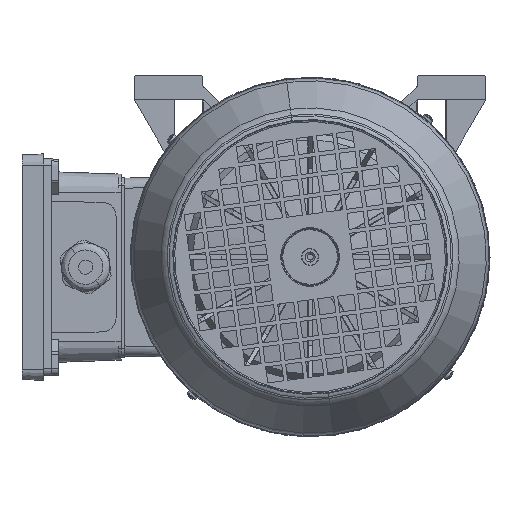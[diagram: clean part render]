
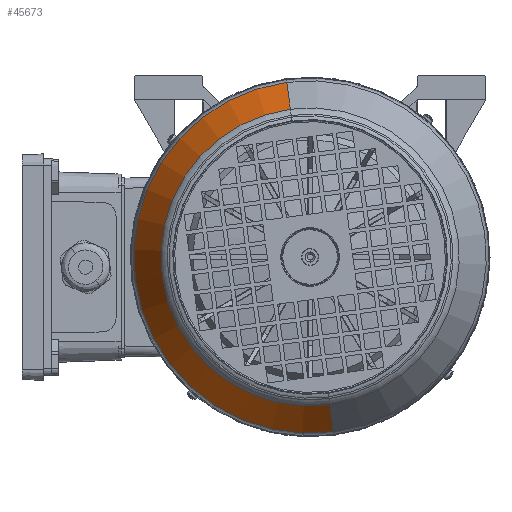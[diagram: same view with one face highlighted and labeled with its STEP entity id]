
A CAD part, left-side view. The second image highlights one B-rep face of the part: STEP entity #45673.
In plain terms, the highlighted conical face has half-angle 29.846 degrees and reference radius 71 mm.
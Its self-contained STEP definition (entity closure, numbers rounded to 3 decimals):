
#782 = VERTEX_POINT ( 'NONE', #45002 ) ;
#1193 = DIRECTION ( 'NONE',  ( -1., 0., 0. ) ) ;
#1405 = DIRECTION ( 'NONE',  ( 0., 0., -1. ) ) ;
#3697 = EDGE_LOOP ( 'NONE', ( #51017, #94154, #79470, #21452 ) ) ;
#6330 = VERTEX_POINT ( 'NONE', #28432 ) ;
#6406 = EDGE_CURVE ( 'NONE', #782, #6330, #19856, .T. ) ;
#9940 = AXIS2_PLACEMENT_3D ( 'NONE', #29658, #67878, #1405 ) ;
#19856 = CIRCLE ( 'NONE', #9940, 87.174 ) ;
#21452 = ORIENTED_EDGE ( 'NONE', *, *, #101376, .F. ) ;
#28432 = CARTESIAN_POINT ( 'NONE',  ( 47.812, 0., 87.174 ) ) ;
#29658 = CARTESIAN_POINT ( 'NONE',  ( 47.812, 0., 0. ) ) ;
#36325 = VERTEX_POINT ( 'NONE', #52686 ) ;
#42309 = CARTESIAN_POINT ( 'NONE',  ( 76., 0., 0. ) ) ;
#45002 = CARTESIAN_POINT ( 'NONE',  ( 47.812, 0., -87.174 ) ) ;
#45673 = ADVANCED_FACE ( 'NONE', ( #97417 ), #106001, .T. ) ;
#51017 = ORIENTED_EDGE ( 'NONE', *, *, #106677, .T. ) ;
#51690 = LINE ( 'NONE', #106751, #109503 ) ;
#52686 = CARTESIAN_POINT ( 'NONE',  ( 71.158, 0., -73.778 ) ) ;
#55246 = VERTEX_POINT ( 'NONE', #87389 ) ;
#60605 = LINE ( 'NONE', #69995, #79636 ) ;
#60974 = AXIS2_PLACEMENT_3D ( 'NONE', #114519, #1193, #123306 ) ;
#64096 = AXIS2_PLACEMENT_3D ( 'NONE', #42309, #78620, #107401 ) ;
#67878 = DIRECTION ( 'NONE',  ( 1., 0., 0. ) ) ;
#69995 = CARTESIAN_POINT ( 'NONE',  ( 76., 0., 71. ) ) ;
#78579 = DIRECTION ( 'NONE',  ( -0.867, 0., -0.498 ) ) ;
#78620 = DIRECTION ( 'NONE',  ( -1., 0., 0. ) ) ;
#79470 = ORIENTED_EDGE ( 'NONE', *, *, #6406, .T. ) ;
#79636 = VECTOR ( 'NONE', #108090, 1000. ) ;
#87389 = CARTESIAN_POINT ( 'NONE',  ( 71.158, 0., 73.778 ) ) ;
#94154 = ORIENTED_EDGE ( 'NONE', *, *, #123398, .T. ) ;
#97417 = FACE_OUTER_BOUND ( 'NONE', #3697, .T. ) ;
#101376 = EDGE_CURVE ( 'NONE', #55246, #6330, #60605, .T. ) ;
#106001 = CONICAL_SURFACE ( 'NONE', #64096, 71., 0.521 ) ;
#106677 = EDGE_CURVE ( 'NONE', #55246, #36325, #112927, .T. ) ;
#106751 = CARTESIAN_POINT ( 'NONE',  ( 76., 0., -71. ) ) ;
#107401 = DIRECTION ( 'NONE',  ( 0., 0., 1. ) ) ;
#108090 = DIRECTION ( 'NONE',  ( -0.867, 0., 0.498 ) ) ;
#109503 = VECTOR ( 'NONE', #78579, 1000. ) ;
#112927 = CIRCLE ( 'NONE', #60974, 73.778 ) ;
#114519 = CARTESIAN_POINT ( 'NONE',  ( 71.158, 0., 0. ) ) ;
#123306 = DIRECTION ( 'NONE',  ( 0., 0., -1. ) ) ;
#123398 = EDGE_CURVE ( 'NONE', #36325, #782, #51690, .T. ) ;
